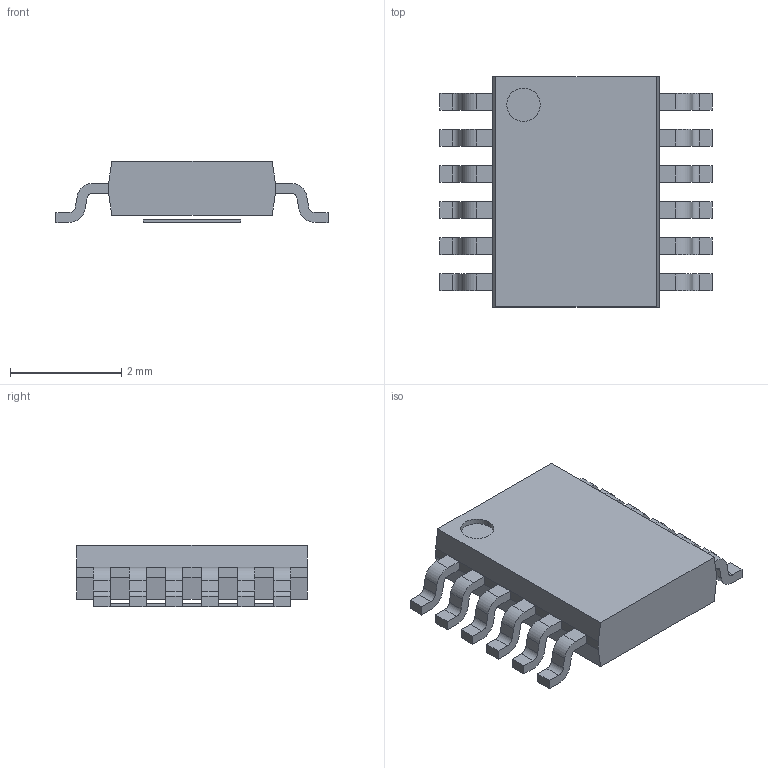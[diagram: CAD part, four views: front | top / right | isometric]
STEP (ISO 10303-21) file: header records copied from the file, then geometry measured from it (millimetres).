
FILE_DESCRIPTION((''),'2;1');
FILE_NAME('SOP65P490X110-13N-R175X294.stp','2015-01-12T10:11:28',(''),(''),'Mechanical Desktop 2011','Mechanical Desktop 2011',', , ');
FILE_SCHEMA(('AUTOMOTIVE_DESIGN { 1 2 10303 214 1 1 1 1 }'));
Length unit declared in the file: millimetre
Products named in the file (1): Product
Bounding box: 4.9 x 4.14 x 1.1 mm (x, y, z)
Volume: 12.9 mm3; surface area: 64.7 mm2
Topology: 14 solids, 14 shells, 187 faces, 474 edges, 316 vertices
Faces by surface type: bspline 84, plane 77, cylinder 26
Entity records: 5959 total; most frequent: CARTESIAN_POINT 1566, ORIENTED_EDGE 948, DIRECTION 782, EDGE_CURVE 474, VECTOR 374, LINE 374, VERTEX_POINT 316, AXIS2_PLACEMENT_3D 204
